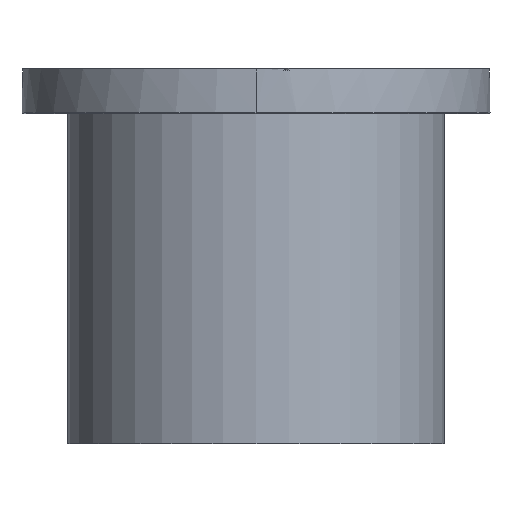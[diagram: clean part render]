
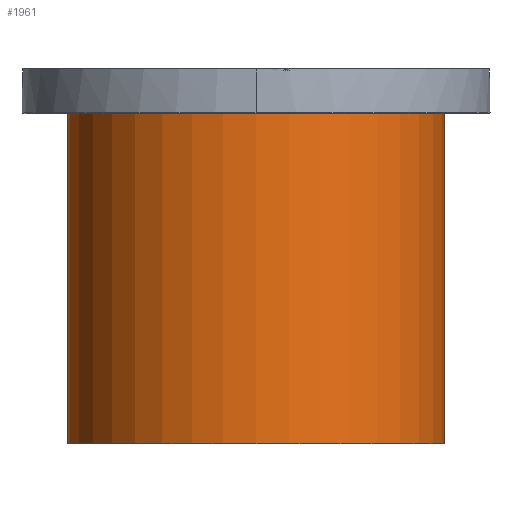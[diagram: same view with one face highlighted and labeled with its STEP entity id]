
A CAD part, front view. The second image highlights one B-rep face of the part: STEP entity #1961.
In plain terms, the highlighted cylindrical face has radius 102 mm (diameter 204 mm), a partial arc.
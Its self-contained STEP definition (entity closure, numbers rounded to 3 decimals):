
#51 = DIRECTION ( 'NONE',  ( 1., 0., 0. ) ) ;
#169 = CARTESIAN_POINT ( 'NONE',  ( 102., 0., 0. ) ) ;
#231 = DIRECTION ( 'NONE',  ( 1., 0., 0. ) ) ;
#524 = AXIS2_PLACEMENT_3D ( 'NONE', #3410, #751, #4530 ) ;
#575 = CYLINDRICAL_SURFACE ( 'NONE', #524, 102. ) ;
#744 = CIRCLE ( 'NONE', #4024, 102. ) ;
#751 = DIRECTION ( 'NONE',  ( 0., 0., 1. ) ) ;
#793 = ORIENTED_EDGE ( 'NONE', *, *, #942, .F. ) ;
#942 = EDGE_CURVE ( 'NONE', #3085, #1252, #3242, .T. ) ;
#1150 = CARTESIAN_POINT ( 'NONE',  ( 0., 0., -190.5 ) ) ;
#1252 = VERTEX_POINT ( 'NONE', #2778 ) ;
#1862 = DIRECTION ( 'NONE',  ( 0., 0., 1. ) ) ;
#1961 = ADVANCED_FACE ( 'NONE', ( #2757 ), #575, .T. ) ;
#2133 = VECTOR ( 'NONE', #1862, 1000. ) ;
#2139 = EDGE_CURVE ( 'NONE', #1252, #3580, #3490, .T. ) ;
#2237 = ORIENTED_EDGE ( 'NONE', *, *, #2329, .T. ) ;
#2329 = EDGE_CURVE ( 'NONE', #3085, #3630, #744, .T. ) ;
#2507 = CARTESIAN_POINT ( 'NONE',  ( 102., 0., -190.5 ) ) ;
#2540 = DIRECTION ( 'NONE',  ( 0., 0., 1. ) ) ;
#2757 = FACE_OUTER_BOUND ( 'NONE', #3981, .T. ) ;
#2767 = CARTESIAN_POINT ( 'NONE',  ( -102., 0., -190.5 ) ) ;
#2778 = CARTESIAN_POINT ( 'NONE',  ( -102., 0., 0. ) ) ;
#2942 = CARTESIAN_POINT ( 'NONE',  ( 102., 0., -190.5 ) ) ;
#3053 = ORIENTED_EDGE ( 'NONE', *, *, #2139, .F. ) ;
#3085 = VERTEX_POINT ( 'NONE', #2767 ) ;
#3235 = ORIENTED_EDGE ( 'NONE', *, *, #4613, .T. ) ;
#3242 = LINE ( 'NONE', #3436, #2133 ) ;
#3410 = CARTESIAN_POINT ( 'NONE',  ( 0., 0., -190.5 ) ) ;
#3436 = CARTESIAN_POINT ( 'NONE',  ( -102., 0., -190.5 ) ) ;
#3490 = CIRCLE ( 'NONE', #4649, 102. ) ;
#3580 = VERTEX_POINT ( 'NONE', #169 ) ;
#3630 = VERTEX_POINT ( 'NONE', #2942 ) ;
#3778 = DIRECTION ( 'NONE',  ( 0., 0., 1. ) ) ;
#3780 = LINE ( 'NONE', #2507, #4798 ) ;
#3981 = EDGE_LOOP ( 'NONE', ( #793, #2237, #3235, #3053 ) ) ;
#4024 = AXIS2_PLACEMENT_3D ( 'NONE', #1150, #3778, #51 ) ;
#4402 = CARTESIAN_POINT ( 'NONE',  ( 0., 0., 0. ) ) ;
#4530 = DIRECTION ( 'NONE',  ( 1., 0., 0. ) ) ;
#4613 = EDGE_CURVE ( 'NONE', #3630, #3580, #3780, .T. ) ;
#4649 = AXIS2_PLACEMENT_3D ( 'NONE', #4402, #2540, #231 ) ;
#4743 = DIRECTION ( 'NONE',  ( 0., 0., 1. ) ) ;
#4798 = VECTOR ( 'NONE', #4743, 1000. ) ;
